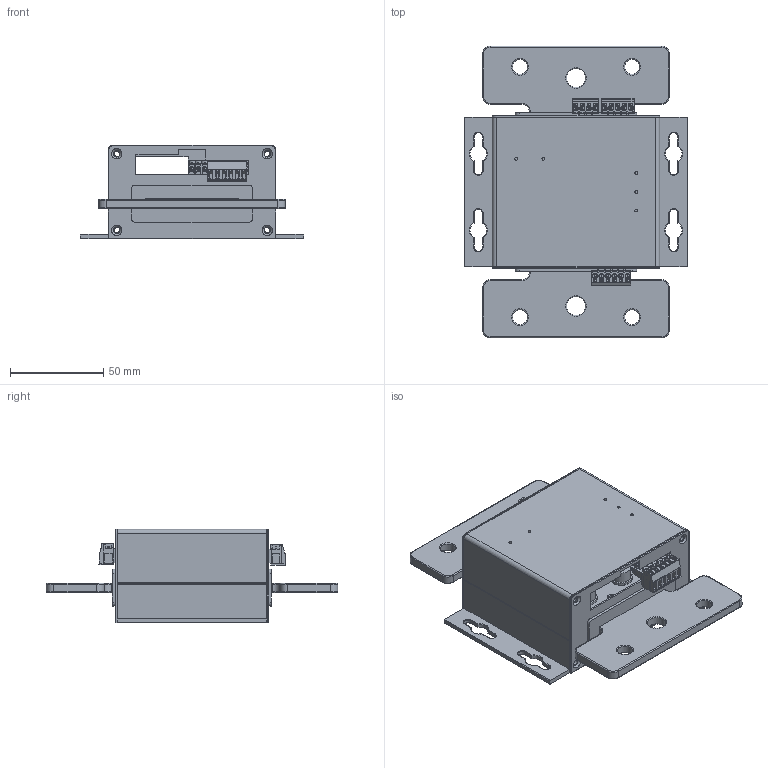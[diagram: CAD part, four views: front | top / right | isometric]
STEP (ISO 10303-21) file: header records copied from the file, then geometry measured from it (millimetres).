
FILE_DESCRIPTION(/* description */ (''),/* implementation_level */ '2;1');
FILE_NAME(/* name */ 'GreenSwitch_v2.step',/* time_stamp */ '2021-11-18T12:18:52+01:00',/* author */ (''),/* organization */ (''),/* preprocessor_version */ 'ST-DEVELOPER v18.1',/* originating_system */ 'Autodesk Translation Framework v10.10.0.1391',/* authorisation */ '');
FILE_SCHEMA (('AUTOMOTIVE_DESIGN { 1 0 10303 214 3 1 1 }'));
Length unit declared in the file: millimetre
Products named in the file (28): GreenSwitch_v2_Kombiniert; Isolierung; A_seite_AK_C_A42; B_seite_AK_C_A42; Unterteil_AK-C-A42; Deckel_AK_C_A42; UNTERLEGSCHEIBE M6; ZYLINDERSCHRAUBE M6x20 A2 DIN912; M6 / A2 / DIN934; 691361100006; 6913611000xx_CAGE; 6913611000xx_VIS; 6913611000xx_PIN; 691364100006_M; 691364100006; 691361100005; 6913611000xx_CAGE_1; 6913611000xx_VIS_1; 6913611000xx_PIN_1; 691361100005_M; 691361100005_1; 691361100004; 6913611000xx_CAGE_2; 6913611000xx_VIS_2; 6913611000xx_PIN_2; 691364100004_M; 691364100004; Kupferschiene_4
Assembly tree (78 placements, depth 3):
  GreenSwitch_v2_Kombiniert
    Isolierung  x2
    A_seite_AK_C_A42
    B_seite_AK_C_A42
    Unterteil_AK-C-A42
    Deckel_AK_C_A42
    UNTERLEGSCHEIBE M6  x8
    ZYLINDERSCHRAUBE M6x20 A2 DIN912  x4
    M6 / A2 / DIN934  x4
    691361100006
      6913611000xx_CAGE  x6
      6913611000xx_VIS  x6
      6913611000xx_PIN  x6
      691364100006_M
      691364100006
    691361100005
      6913611000xx_CAGE_1  x5
      6913611000xx_VIS_1  x5
      6913611000xx_PIN_1  x5
      691361100005_M
      691361100005_1
    691361100004
      6913611000xx_CAGE_2  x4
      6913611000xx_VIS_2  x4
      6913611000xx_PIN_2  x4
      691364100004_M
      691364100004
    Kupferschiene_4  x2
Bounding box: 119.6 x 156.11 x 50.06 mm (x, y, z)
Volume: 134572.8 mm3; surface area: 122377.5 mm2
Topology: 75 solids, 75 shells, 2958 faces, 7850 edges, 5121 vertices
Faces by surface type: plane 2065, cylinder 696, torus 172, cone 23, sphere 2
Full cylindrical faces by diameter (mm): 1.5 x15, 1.55 x5, 1.9 x45, 2.1 x15, 2.8 x30, 5 x4, 5.035 x4, 5.884 x4, 6 x4, 6.5 x8, 8 x4, 9.8 x4, 10 x2, 11.75 x8
Entity records: 59731 total; most frequent: CARTESIAN_POINT 10440, ORIENTED_EDGE 9794, DIRECTION 9548, EDGE_CURVE 4897, LINE 4018, VECTOR 4018, VERTEX_POINT 3201, AXIS2_PLACEMENT_3D 2765
